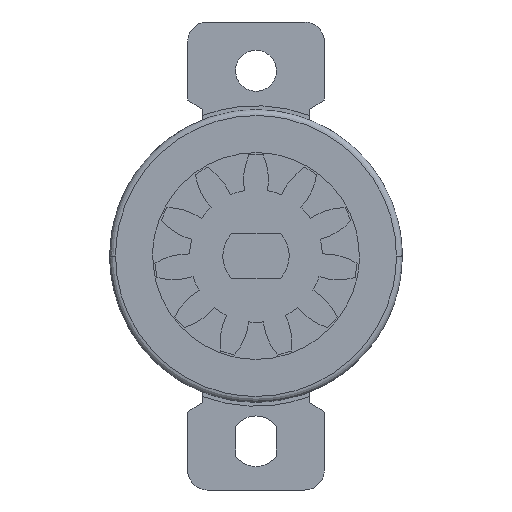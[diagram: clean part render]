
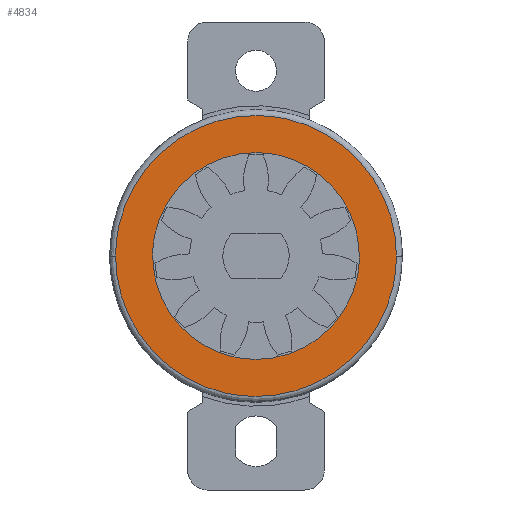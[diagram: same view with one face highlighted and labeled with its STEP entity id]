
A CAD part, front view. The second image highlights one B-rep face of the part: STEP entity #4834.
In plain terms, the highlighted free-form (B-spline) face has degree [1, 1] with [2, 2] control points.
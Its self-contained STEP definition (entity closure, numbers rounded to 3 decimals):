
#4628=CARTESIAN_POINT('',(0.0,-3.4,7.2));
#4629=VERTEX_POINT('',#4628);
#4630=CARTESIAN_POINT('',(-7.2,-3.4,0.));
#4631=VERTEX_POINT('',#4630);
#4632=CARTESIAN_POINT('',(0.0,-3.4,7.2));
#4633=CARTESIAN_POINT('',(-7.2,-3.4,7.2));
#4634=CARTESIAN_POINT('',(-7.2,-3.4,0.));
#4642=(BOUNDED_CURVE()B_SPLINE_CURVE(2,(#4632,#4633,#4634),.UNSPECIFIED.,.F.,.U.)B_SPLINE_CURVE_WITH_KNOTS((3,3),(0.0,0.25),.UNSPECIFIED.)CURVE()GEOMETRIC_REPRESENTATION_ITEM()RATIONAL_B_SPLINE_CURVE((1.0,0.707,1.0))REPRESENTATION_ITEM(''));
#4643=EDGE_CURVE('',#4629,#4631,#4642,.T.);
#4645=CARTESIAN_POINT('',(7.2,-3.4,0.));
#4646=VERTEX_POINT('',#4645);
#4647=CARTESIAN_POINT('',(7.2,-3.4,0.));
#4648=CARTESIAN_POINT('',(7.2,-3.4,7.2));
#4649=CARTESIAN_POINT('',(0.0,-3.4,7.2));
#4657=(BOUNDED_CURVE()B_SPLINE_CURVE(2,(#4647,#4648,#4649),.UNSPECIFIED.,.F.,.U.)B_SPLINE_CURVE_WITH_KNOTS((3,3),(0.75,1.0),.UNSPECIFIED.)CURVE()GEOMETRIC_REPRESENTATION_ITEM()RATIONAL_B_SPLINE_CURVE((1.0,0.707,1.0))REPRESENTATION_ITEM(''));
#4658=EDGE_CURVE('',#4646,#4629,#4657,.T.);
#4721=CARTESIAN_POINT('',(0.0,-3.4,-7.2));
#4722=VERTEX_POINT('',#4721);
#4723=CARTESIAN_POINT('',(-7.2,-3.4,0.));
#4724=CARTESIAN_POINT('',(-7.2,-3.4,-7.2));
#4725=CARTESIAN_POINT('',(0.0,-3.4,-7.2));
#4733=(BOUNDED_CURVE()B_SPLINE_CURVE(2,(#4723,#4724,#4725),.UNSPECIFIED.,.F.,.U.)B_SPLINE_CURVE_WITH_KNOTS((3,3),(0.25,0.5),.UNSPECIFIED.)CURVE()GEOMETRIC_REPRESENTATION_ITEM()RATIONAL_B_SPLINE_CURVE((1.0,0.707,1.0))REPRESENTATION_ITEM(''));
#4734=EDGE_CURVE('',#4631,#4722,#4733,.T.);
#4741=CARTESIAN_POINT('',(0.0,-3.4,-7.2));
#4742=CARTESIAN_POINT('',(7.2,-3.4,-7.2));
#4743=CARTESIAN_POINT('',(7.2,-3.4,0.));
#4751=(BOUNDED_CURVE()B_SPLINE_CURVE(2,(#4741,#4742,#4743),.UNSPECIFIED.,.F.,.U.)B_SPLINE_CURVE_WITH_KNOTS((3,3),(0.5,0.75),.UNSPECIFIED.)CURVE()GEOMETRIC_REPRESENTATION_ITEM()RATIONAL_B_SPLINE_CURVE((1.0,0.707,1.0))REPRESENTATION_ITEM(''));
#4752=EDGE_CURVE('',#4722,#4646,#4751,.T.);
#4757=CARTESIAN_POINT('',(-7.919,-3.4,7.919));
#4758=CARTESIAN_POINT('',(7.919,-3.4,7.919));
#4759=CARTESIAN_POINT('',(-7.919,-3.4,-7.919));
#4760=CARTESIAN_POINT('',(7.919,-3.4,-7.919));
#4761=B_SPLINE_SURFACE_WITH_KNOTS('',1,1,((#4757,#4759),(#4758,#4760)),.UNSPECIFIED.,.F.,.F.,.U.,(2,2),(2,2),(0.0,15.839),(0.0,15.839),.UNSPECIFIED.);
#4762=ORIENTED_EDGE('',*,*,#4643,.T.);
#4763=ORIENTED_EDGE('',*,*,#4734,.T.);
#4764=ORIENTED_EDGE('',*,*,#4752,.T.);
#4765=ORIENTED_EDGE('',*,*,#4658,.T.);
#4766=EDGE_LOOP('',(#4762,#4763,#4764,#4765));
#4767=FACE_OUTER_BOUND('',#4766,.T.);
#4768=CARTESIAN_POINT('',(0.0,-3.4,-5.3));
#4769=VERTEX_POINT('',#4768);
#4770=CARTESIAN_POINT('',(5.29,-3.4,-0.324));
#4771=VERTEX_POINT('',#4770);
#4772=CARTESIAN_POINT('',(0.0,-3.4,-5.3));
#4773=CARTESIAN_POINT('',(4.986,-3.4,-5.3));
#4774=CARTESIAN_POINT('',(5.29,-3.4,-0.324));
#4782=(BOUNDED_CURVE()B_SPLINE_CURVE(2,(#4772,#4773,#4774),.UNSPECIFIED.,.F.,.U.)B_SPLINE_CURVE_WITH_KNOTS((3,3),(0.5,0.739),.UNSPECIFIED.)CURVE()GEOMETRIC_REPRESENTATION_ITEM()RATIONAL_B_SPLINE_CURVE((1.0,0.72,0.976))REPRESENTATION_ITEM(''));
#4783=EDGE_CURVE('',#4769,#4771,#4782,.T.);
#4784=ORIENTED_EDGE('',*,*,#4783,.F.);
#4785=CARTESIAN_POINT('',(-5.29,-3.4,0.324));
#4786=VERTEX_POINT('',#4785);
#4787=CARTESIAN_POINT('',(-5.29,-3.4,0.324));
#4788=CARTESIAN_POINT('',(-5.3,-3.4,0.162));
#4789=CARTESIAN_POINT('',(-5.3,-3.4,0.));
#4790=CARTESIAN_POINT('',(-5.3,-3.4,-5.3));
#4791=CARTESIAN_POINT('',(0.0,-3.4,-5.3));
#4799=(BOUNDED_CURVE()B_SPLINE_CURVE(2,(#4787,#4788,#4789,#4790,#4791),.UNSPECIFIED.,.F.,.U.)B_SPLINE_CURVE_WITH_KNOTS((3,2,3),(0.239,0.25,0.5),.UNSPECIFIED.)CURVE()GEOMETRIC_REPRESENTATION_ITEM()RATIONAL_B_SPLINE_CURVE((0.976,0.988,1.0,0.707,1.0))REPRESENTATION_ITEM(''));
#4800=EDGE_CURVE('',#4786,#4769,#4799,.T.);
#4801=ORIENTED_EDGE('',*,*,#4800,.F.);
#4802=CARTESIAN_POINT('',(0.0,-3.4,5.3));
#4803=VERTEX_POINT('',#4802);
#4804=CARTESIAN_POINT('',(0.0,-3.4,5.3));
#4805=CARTESIAN_POINT('',(-4.986,-3.4,5.3));
#4806=CARTESIAN_POINT('',(-5.29,-3.4,0.324));
#4814=(BOUNDED_CURVE()B_SPLINE_CURVE(2,(#4804,#4805,#4806),.UNSPECIFIED.,.F.,.U.)B_SPLINE_CURVE_WITH_KNOTS((3,3),(0.0,0.239),.UNSPECIFIED.)CURVE()GEOMETRIC_REPRESENTATION_ITEM()RATIONAL_B_SPLINE_CURVE((1.0,0.72,0.976))REPRESENTATION_ITEM(''));
#4815=EDGE_CURVE('',#4803,#4786,#4814,.T.);
#4816=ORIENTED_EDGE('',*,*,#4815,.F.);
#4817=CARTESIAN_POINT('',(5.29,-3.4,-0.324));
#4818=CARTESIAN_POINT('',(5.3,-3.4,-0.162));
#4819=CARTESIAN_POINT('',(5.3,-3.4,0.));
#4820=CARTESIAN_POINT('',(5.3,-3.4,5.3));
#4821=CARTESIAN_POINT('',(0.0,-3.4,5.3));
#4829=(BOUNDED_CURVE()B_SPLINE_CURVE(2,(#4817,#4818,#4819,#4820,#4821),.UNSPECIFIED.,.F.,.U.)B_SPLINE_CURVE_WITH_KNOTS((3,2,3),(0.739,0.75,1.0),.UNSPECIFIED.)CURVE()GEOMETRIC_REPRESENTATION_ITEM()RATIONAL_B_SPLINE_CURVE((0.976,0.988,1.0,0.707,1.0))REPRESENTATION_ITEM(''));
#4830=EDGE_CURVE('',#4771,#4803,#4829,.T.);
#4831=ORIENTED_EDGE('',*,*,#4830,.F.);
#4832=EDGE_LOOP('',(#4784,#4801,#4816,#4831));
#4833=FACE_BOUND('',#4832,.T.);
#4834=ADVANCED_FACE('',(#4767,#4833),#4761,.F.);
